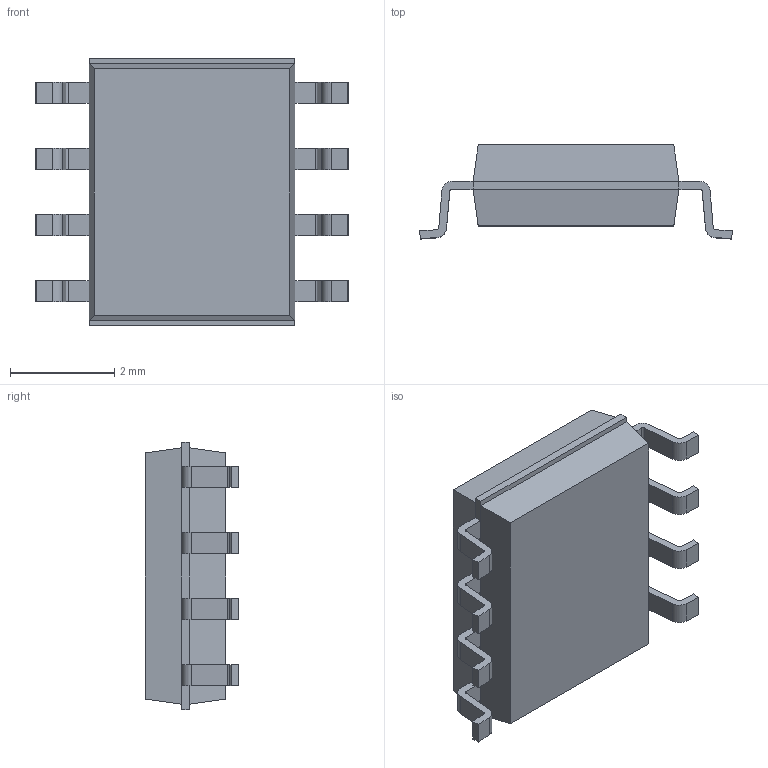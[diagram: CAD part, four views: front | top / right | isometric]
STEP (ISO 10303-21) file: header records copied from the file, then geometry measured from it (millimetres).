
FILE_DESCRIPTION (( 'STEP AP214' ), '1' );
FILE_NAME ('LM2904M.STEP', '2023-11-01T10:33:19', ( '' ), ( '' ), 'SwSTEP 2.0', 'SolidWorks 2021', '' );
FILE_SCHEMA (( 'AUTOMOTIVE_DESIGN' ));
Length unit declared in the file: millimetre
Products named in the file (1): LM2904M
Bounding box: 6 x 1.8 x 5.13 mm (x, y, z)
Volume: 29.9 mm3; surface area: 81.7 mm2
Topology: 10 solids, 10 shells, 137 faces, 340 edges, 224 vertices
Faces by surface type: plane 101, cylinder 36
Entity records: 4157 total; most frequent: CARTESIAN_POINT 702, DIRECTION 688, ORIENTED_EDGE 680, EDGE_CURVE 340, LINE 268, VECTOR 268, VERTEX_POINT 224, AXIS2_PLACEMENT_3D 210
